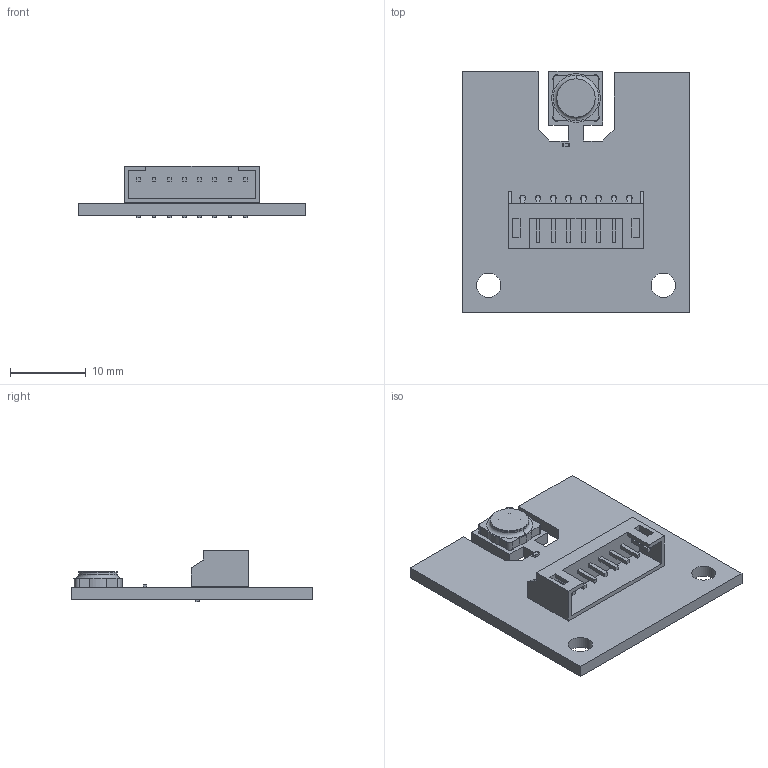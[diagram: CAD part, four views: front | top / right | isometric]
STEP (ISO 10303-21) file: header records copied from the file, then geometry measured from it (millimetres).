
FILE_DESCRIPTION(('Open CASCADE Model'),'2;1');
FILE_NAME('Open CASCADE Shape Model','2021-07-23T22:34:14',('Author'),( 'Open CASCADE'),'Open CASCADE STEP processor 6.8','Open CASCADE 6.8' ,'Unknown');
FILE_SCHEMA(('AUTOMOTIVE_DESIGN { 1 0 10303 214 1 1 1 1 }'));
Length unit declared in the file: millimetre
Products named in the file (14): PCB; Board; Open CASCADE STEP translator 6.8 1.1.1; X3; User_Library-PCB_HEADER_(JST_SxB-PH-K-S_(RIGHT_ANGLE)); SF; UNK_Sensirion_SF2_eec; U1; User_Library-SHT20; C1; C0402_035
Assembly tree (13 placements, depth 3):
  PCB
    Board
      Open CASCADE STEP translator 6.8 1.1.1
    X3
      User_Library-PCB_HEADER_(JST_SxB-PH-K-S_(RIGHT_ANGLE))
    SF
      UNK_Sensirion_SF2_eec
      UNK_Sensirion_SF2_eec
    U1
      User_Library-SHT20
    C1
      C0402_035
      C0402_035
      C0402_035
Bounding box: 30 x 31.82 x 6.8 mm (x, y, z)
Volume: 1753.1 mm3; surface area: 3033.8 mm2
Topology: 8 solids, 864 shells, 1145 faces, 5769 edges, 5498 vertices
Faces by surface type: plane 1014, cylinder 89, cone 24, bspline 8, sphere 8, torus 2
Full cylindrical faces by diameter (mm): 0.762 x8, 1 x4, 3.2 x2
Entity records: 59017 total; most frequent: CARTESIAN_POINT 12842, DIRECTION 8205, ORIENTED_EDGE 6480, EDGE_CURVE 5757, VERTEX_POINT 5498, LINE 5471, VECTOR 5471, AXIS2_PLACEMENT_3D 1367
